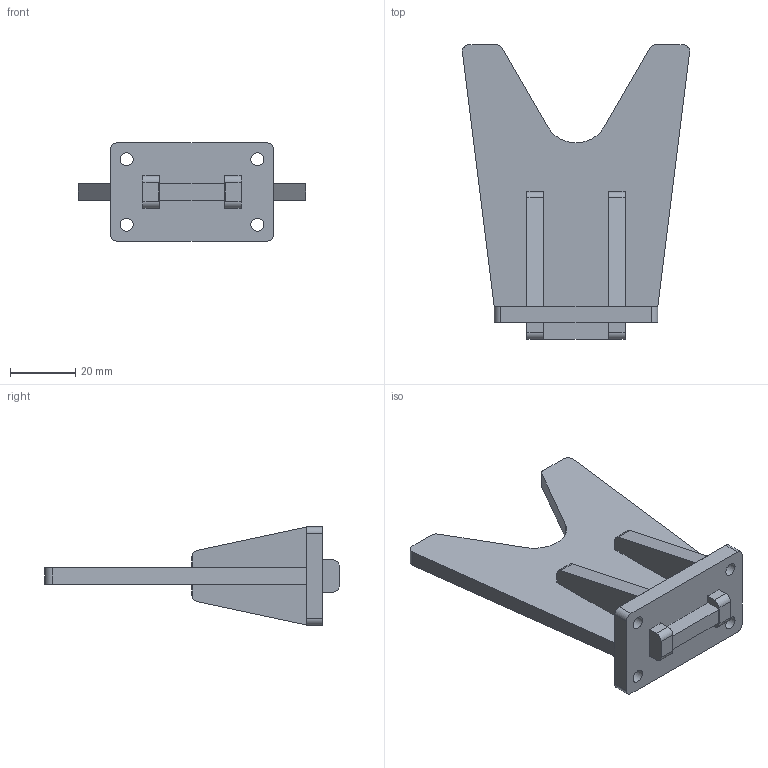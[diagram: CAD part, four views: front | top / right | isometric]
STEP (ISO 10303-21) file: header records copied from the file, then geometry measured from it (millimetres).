
FILE_DESCRIPTION(/* description */ (''),/* implementation_level */ '2;1');
FILE_NAME(/* name */ 'Gripper_Front.step',/* time_stamp */ '2020-04-03T13:53:30+07:00',/* author */ (''),/* organization */ (''),/* preprocessor_version */ 'ST-DEVELOPER v18',/* originating_system */ 'Autodesk Translation Framework v8.12.0.6',/* authorisation */ '');
FILE_SCHEMA (('AUTOMOTIVE_DESIGN { 1 0 10303 214 3 1 1 }'));
Length unit declared in the file: millimetre
Products named in the file (4): SmallV; Component1; Component2; Component3
Assembly tree (4 placements, depth 2):
  SmallV
    Component1
    Component2
    Component3  x2
Bounding box: 69.46 x 90 x 30 mm (x, y, z)
Volume: 34218.7 mm3; surface area: 18859.2 mm2
Topology: 4 solids, 4 shells, 84 faces, 228 edges, 152 vertices
Faces by surface type: plane 63, cylinder 21
Full cylindrical faces by diameter (mm): 4 x4
Entity records: 2223 total; most frequent: CARTESIAN_POINT 374, DIRECTION 362, ORIENTED_EDGE 360, EDGE_CURVE 180, LINE 146, VECTOR 146, VERTEX_POINT 120, AXIS2_PLACEMENT_3D 108
